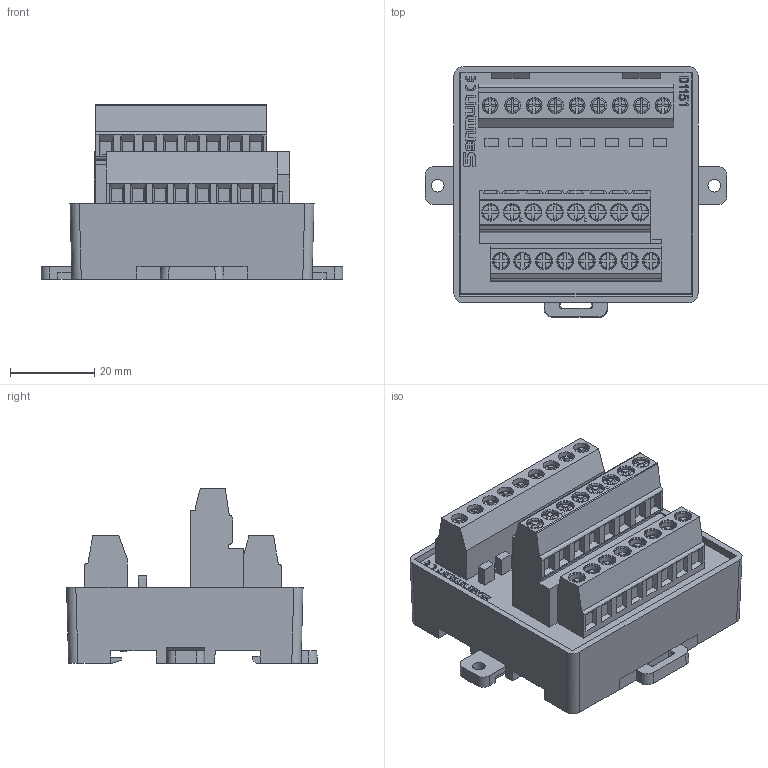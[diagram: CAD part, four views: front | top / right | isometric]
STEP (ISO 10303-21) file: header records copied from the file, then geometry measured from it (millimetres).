
FILE_DESCRIPTION(/* description */ (''),/* implementation_level */ '2;1');
FILE_NAME(/* name */ 'D1151-E 3D.stp',/* time_stamp */ '2024-08-15T18:49:37+08:00',/* author */ (''),/* organization */ (''),/* preprocessor_version */ 'ST-DEVELOPER v14',/* originating_system */ 'SIEMENS PLM Software NX 8.0',/* authorisation */ '');
FILE_SCHEMA (('AUTOMOTIVE_DESIGN { 1 0 10303 214 3 1 1 1 }'));
Length unit declared in the file: millimetre
Products named in the file (1): D1151-E 3D_stp
Bounding box: 71.6 x 59.51 x 41.45 mm (x, y, z)
Volume: 68511.9 mm3; surface area: 19824.4 mm2
Topology: 3 solids, 3 shells, 1266 faces, 3272 edges, 2123 vertices
Faces by surface type: plane 1001, cylinder 137, torus 72, cone 42, extrusion 12, bspline 2
Full cylindrical faces by diameter (mm): 3 x2, 3.8 x9, 4.1 x10, 4.13 x10
Entity records: 40658 total; most frequent: CARTESIAN_POINT 9063, ORIENTED_EDGE 6434, DIRECTION 5824, EDGE_CURVE 3217, VECTOR 2532, LINE 2520, VERTEX_POINT 2109, AXIS2_PLACEMENT_3D 1646
